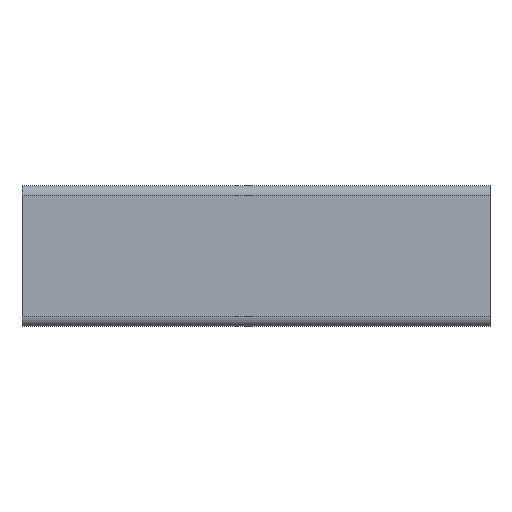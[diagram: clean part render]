
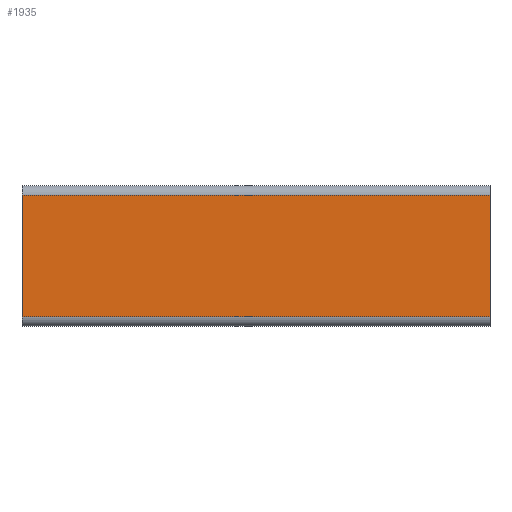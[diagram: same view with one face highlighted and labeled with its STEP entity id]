
A CAD part, front view. The second image highlights one B-rep face of the part: STEP entity #1935.
In plain terms, the highlighted planar face has unit normal (0, -1, 0).
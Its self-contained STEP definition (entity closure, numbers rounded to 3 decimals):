
#203 = CARTESIAN_POINT ( 'NONE',  ( -150., -22.5, 19.5 ) ) ;
#222 = CARTESIAN_POINT ( 'NONE',  ( 0., -22.5, 19.5 ) ) ;
#235 = CARTESIAN_POINT ( 'NONE',  ( -150., -22.5, -19.5 ) ) ;
#375 = CARTESIAN_POINT ( 'NONE',  ( 0., -22.5, -19.5 ) ) ;
#745 = CARTESIAN_POINT ( 'NONE',  ( 0., -22.5, 19.5 ) ) ;
#746 = DIRECTION ( 'NONE',  ( 0., 0., -1. ) ) ;
#753 = CARTESIAN_POINT ( 'NONE',  ( -150., -22.5, 19.5 ) ) ;
#754 = CARTESIAN_POINT ( 'NONE',  ( -213.64, -22.5, 19.5 ) ) ;
#755 = DIRECTION ( 'NONE',  ( 1., 0., 0. ) ) ;
#761 = CARTESIAN_POINT ( 'NONE',  ( -213.64, -22.5, -19.5 ) ) ;
#762 = DIRECTION ( 'NONE',  ( 1., 0., 0. ) ) ;
#763 = DIRECTION ( 'NONE',  ( 0., 0., 1. ) ) ;
#1210 = CARTESIAN_POINT ( 'NONE',  ( -213.64, -22.5, 19.5 ) ) ;
#1211 = PLANE ( 'NONE',  #2243 ) ;
#1213 = DIRECTION ( 'NONE',  ( 0., -1., 0. ) ) ;
#1214 = DIRECTION ( 'NONE',  ( 0., 0., -1. ) ) ;
#1770 = EDGE_CURVE ( 'NONE', #2444, #4336, #3608, .T. ) ;
#1774 = EDGE_CURVE ( 'NONE', #2425, #2444, #3607, .T. ) ;
#1777 = EDGE_CURVE ( 'NONE', #2514, #4336, #3619, .T. ) ;
#1778 = EDGE_CURVE ( 'NONE', #2514, #2425, #3617, .T. ) ;
#1935 = ADVANCED_FACE ( 'NONE', ( #3869 ), #1211, .T. ) ;
#2243 = AXIS2_PLACEMENT_3D ( 'NONE', #1210, #1213, #1214 ) ;
#2425 = VERTEX_POINT ( 'NONE', #203 ) ;
#2444 = VERTEX_POINT ( 'NONE', #222 ) ;
#2514 = VERTEX_POINT ( 'NONE', #235 ) ;
#3088 = ORIENTED_EDGE ( 'NONE', *, *, #1770, .F. ) ;
#3089 = ORIENTED_EDGE ( 'NONE', *, *, #1777, .T. ) ;
#3090 = ORIENTED_EDGE ( 'NONE', *, *, #1778, .F. ) ;
#3174 = ORIENTED_EDGE ( 'NONE', *, *, #1774, .F. ) ;
#3238 = EDGE_LOOP ( 'NONE', ( #3090, #3089, #3088, #3174 ) ) ;
#3603 = VECTOR ( 'NONE', #755, 1000. ) ;
#3607 = LINE ( 'NONE', #754, #3603 ) ;
#3608 = LINE ( 'NONE', #745, #3609 ) ;
#3609 = VECTOR ( 'NONE', #746, 1000. ) ;
#3617 = LINE ( 'NONE', #753, #3621 ) ;
#3619 = LINE ( 'NONE', #761, #3620 ) ;
#3620 = VECTOR ( 'NONE', #762, 1000. ) ;
#3621 = VECTOR ( 'NONE', #763, 1000. ) ;
#3869 = FACE_OUTER_BOUND ( 'NONE', #3238, .T. ) ;
#4336 = VERTEX_POINT ( 'NONE', #375 ) ;
